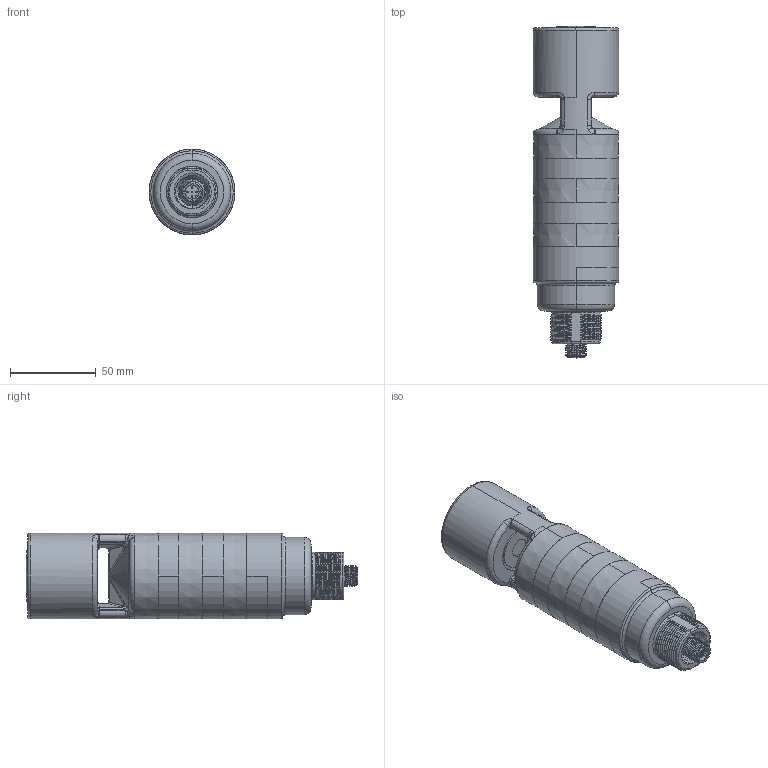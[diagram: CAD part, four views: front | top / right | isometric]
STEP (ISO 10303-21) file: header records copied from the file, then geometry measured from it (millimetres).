
FILE_DESCRIPTION((''),'2;1');
FILE_NAME('169567_SM01_ASM','2022-06-10T08:31:36',('PDMAdmin'),('BANNER ENGINEERING'),'CREO PARAMETRIC BY PTC INC, 2019292','CREO PARAMETRIC BY PTC INC, 2019292','');
FILE_SCHEMA(('CONFIG_CONTROL_DESIGN'));
Length unit declared in the file: millimetre
Products named in the file (3): 169567_EP01; 41089_NO_ORING; 169567_SM01_ASM
Assembly tree (2 placements, depth 2):
  169567_SM01_ASM
    169567_EP01
    41089_NO_ORING
Bounding box: 50 x 193.22 x 50 mm (x, y, z)
Volume: 301069.7 mm3; surface area: 37456.8 mm2
Topology: 2 solids, 2 shells, 419 faces, 1027 edges, 640 vertices
Faces by surface type: bspline 168, cylinder 146, plane 64, torus 20, cone 19, sphere 2
Entity records: 22056 total; most frequent: CARTESIAN_POINT 13257, ORIENTED_EDGE 2050, DIRECTION 1456, EDGE_CURVE 1025, VERTEX_POINT 640, AXIS2_PLACEMENT_3D 581, EDGE_LOOP 451, FACE_OUTER_BOUND 419
